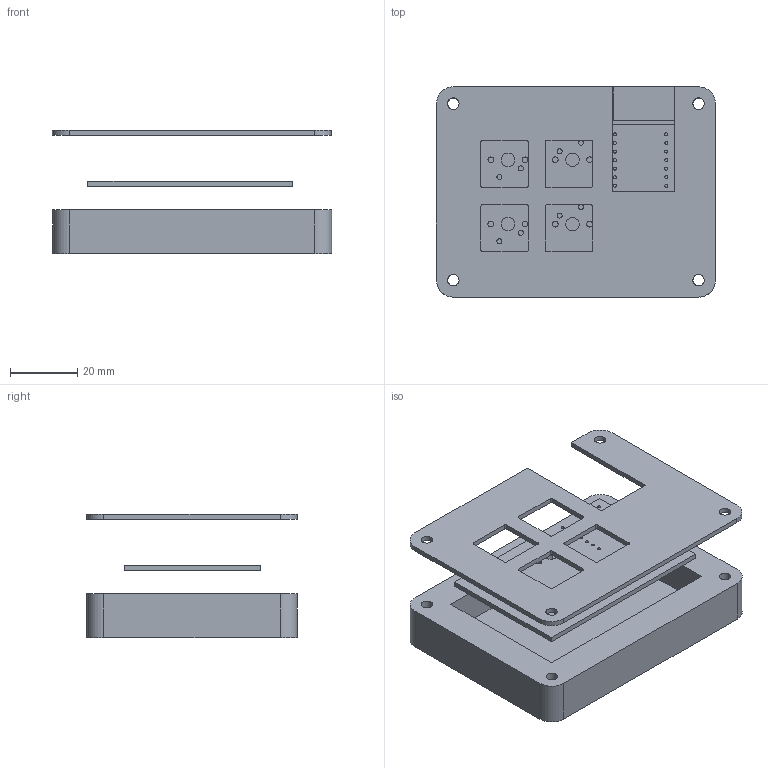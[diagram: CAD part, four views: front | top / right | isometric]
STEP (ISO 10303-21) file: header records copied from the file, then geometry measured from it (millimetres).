
FILE_DESCRIPTION(/* description */ (''),/* implementation_level */ '2;1');
FILE_NAME(/* name */ 'snowflakemacropad.step',/* time_stamp */ '2025-11-28T20:57:42-05:00',/* author */ (''),/* organization */ (''),/* preprocessor_version */ 'ST-DEVELOPER v20.1',/* originating_system */ 'Autodesk Translation Framework v14.10.0.0',/* authorisation */ '');
FILE_SCHEMA (('AUTOMOTIVE_DESIGN { 1 0 10303 214 3 1 1 }'));
Length unit declared in the file: millimetre
Products named in the file (6): 2025-11-28-20-43-35-658; 2025-11-28-15-31-00-512; 2025-11-28-16-03-54-986; 2025-11-28-17-10-57-182; snowflake macropad 1; snowflake macropad_PCB
Assembly tree (4 placements, depth 3):
  2025-11-28-20-43-35-658
    2025-11-28-15-31-00-512
    2025-11-28-17-10-57-182
    snowflake macropad 1
      snowflake macropad_PCB
  2025-11-28-16-03-54-986
Bounding box: 82.75 x 62.33 x 36.5 mm (x, y, z)
Volume: 47235.5 mm3; surface area: 30129.5 mm2
Topology: 3 solids, 3 shells, 120 faces, 330 edges, 220 vertices
Faces by surface type: cylinder 70, plane 50
Full cylindrical faces by diameter (mm): 0.889 x14, 1.5 x8, 1.7 x8, 3.4 x8, 4 x4, 6 x4
Entity records: 4222 total; most frequent: DIRECTION 732, CARTESIAN_POINT 681, ORIENTED_EDGE 660, EDGE_CURVE 330, AXIS2_PLACEMENT_3D 271, VERTEX_POINT 220, EDGE_LOOP 216, LINE 190
